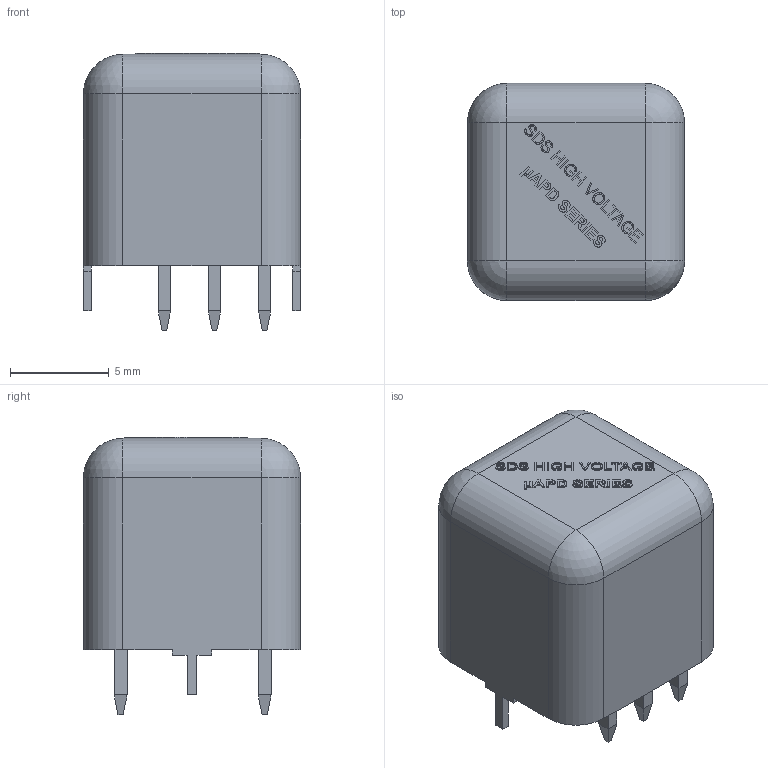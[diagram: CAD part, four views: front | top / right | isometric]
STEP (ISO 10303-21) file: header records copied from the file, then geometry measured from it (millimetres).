
FILE_DESCRIPTION(('FreeCAD Model'),'2;1');
FILE_NAME('Open CASCADE Shape Model','2025-10-01T17:29:26',(''),(''), 'Open CASCADE STEP processor 7.8','FreeCAD','Unknown');
FILE_SCHEMA(('AUTOMOTIVE_DESIGN { 1 0 10303 214 1 1 1 1 }'));
Length unit declared in the file: millimetre
Products named in the file (9): MICRO_APD_SERIES; SDS HIGH VOLTAGE; µAPD_SERIES; boitier_final; pin_VIN; pin_GND; pin_CTRL; pin_HV; Resine
Assembly tree (8 placements, depth 2):
  MICRO_APD_SERIES
    SDS HIGH VOLTAGE
    µAPD_SERIES
    boitier_final
    pin_VIN
    pin_GND
    pin_CTRL
    pin_HV
    Resine
Bounding box: 11 x 11 x 14.05 mm (x, y, z)
Volume: 1080 mm3; surface area: 1619.5 mm2
Topology: 30 solids, 30 shells, 583 faces, 1537 edges, 1006 vertices
Faces by surface type: plane 276, extrusion 263, cylinder 20, bspline 16, sphere 8
Entity records: 18458 total; most frequent: CARTESIAN_POINT 4769, ORIENTED_EDGE 3058, DIRECTION 1916, EDGE_CURVE 1529, VECTOR 1210, VERTEX_POINT 1006, LINE 947, B_SPLINE_CURVE_WITH_KNOTS 805
